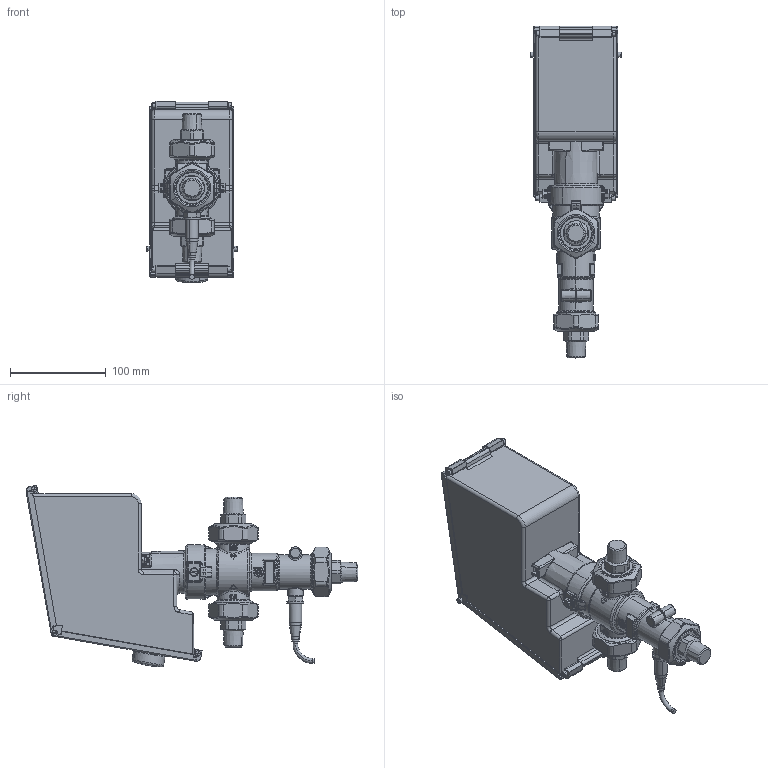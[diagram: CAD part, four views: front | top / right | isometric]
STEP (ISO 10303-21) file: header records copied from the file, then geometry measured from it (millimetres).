
FILE_DESCRIPTION(('CATIA V5 STEP Exchange'),'2;1');
FILE_NAME('STEP_600045_-_TST.stp','2017-11-23T08:34:43+00:00',('none'),('none'),'CATIA Version 5-6 Release 2016 SP4','CATIA V5 STEP AP203','none');
FILE_SCHEMA(('CONFIG_CONTROL_DESIGN'));
Products named in the file (1): _600045est0001_sw0001
Bounding box: 95.47 x 347.48 x 190.27 mm (x, y, z)
Surface area: 204140.6 mm2 (no closed solid volume)
Topology: 0 solids, 48 shells, 1344 faces, 3807 edges, 2383 vertices
Faces by surface type: bspline 399, cylinder 367, plane 280, cone 131, torus 97, sphere 70
Entity records: 66339 total; most frequent: CARTESIAN_POINT 38853, ORIENTED_EDGE 6480, DIRECTION 3876, EDGE_CURVE 3748, VERTEX_POINT 2383, AXIS2_PLACEMENT_3D 1709, ADVANCED_FACE 1344, EDGE_LOOP 1344
